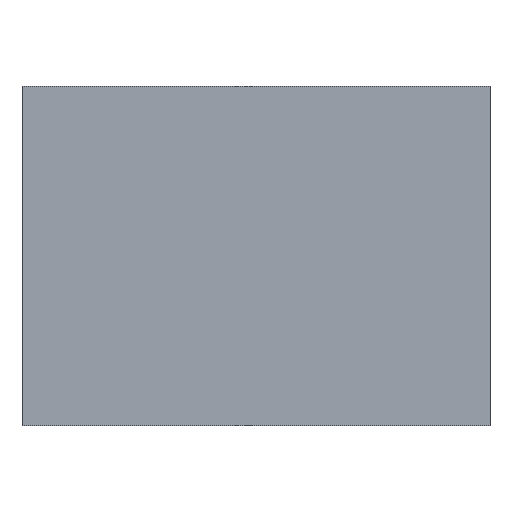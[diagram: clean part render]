
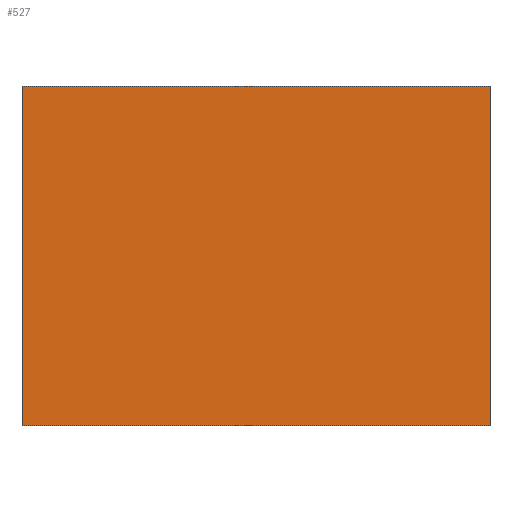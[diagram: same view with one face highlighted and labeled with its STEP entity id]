
A CAD part, top view. The second image highlights one B-rep face of the part: STEP entity #527.
In plain terms, the highlighted planar face has unit normal (0, 0, 1).
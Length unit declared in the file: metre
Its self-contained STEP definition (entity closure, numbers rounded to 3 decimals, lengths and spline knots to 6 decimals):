
#48=ORIENTED_EDGE('',*,*,#182,.F.);
#49=ORIENTED_EDGE('',*,*,#185,.T.);
#50=ORIENTED_EDGE('',*,*,#187,.T.);
#51=ORIENTED_EDGE('',*,*,#158,.F.);
#158=EDGE_CURVE('',#230,#231,#278,.T.);
#182=EDGE_CURVE('',#253,#230,#302,.T.);
#185=EDGE_CURVE('',#253,#255,#305,.T.);
#187=EDGE_CURVE('',#255,#231,#307,.T.);
#230=VERTEX_POINT('',#740);
#231=VERTEX_POINT('',#742);
#253=VERTEX_POINT('',#788);
#255=VERTEX_POINT('',#794);
#278=LINE('',#741,#350);
#302=LINE('',#789,#374);
#305=LINE('',#795,#377);
#307=LINE('',#798,#379);
#350=VECTOR('',#604,1.);
#374=VECTOR('',#630,1.);
#377=VECTOR('',#635,1.);
#379=VECTOR('',#639,1.);
#429=EDGE_LOOP('',(#48,#49,#50,#51));
#465=FACE_BOUND('',#429,.T.);
#496=PLANE('',#571);
#527=ADVANCED_FACE('',(#465),#496,.T.);
#571=AXIS2_PLACEMENT_3D('',#799,#640,#641);
#604=DIRECTION('',(-1.,0.,0.));
#630=DIRECTION('',(0.,-1.,0.));
#635=DIRECTION('',(-1.,0.,0.));
#639=DIRECTION('',(0.,-1.,0.));
#640=DIRECTION('',(0.,0.,1.));
#641=DIRECTION('',(1.,0.,0.));
#740=CARTESIAN_POINT('',(0.0455,-0.033,0.025));
#741=CARTESIAN_POINT('',(0.,-0.033,0.025));
#742=CARTESIAN_POINT('',(-0.0455,-0.033,0.025));
#788=CARTESIAN_POINT('',(0.0455,0.033,0.025));
#789=CARTESIAN_POINT('',(0.0455,0.,0.025));
#794=CARTESIAN_POINT('',(-0.0455,0.033,0.025));
#795=CARTESIAN_POINT('',(0.,0.033,0.025));
#798=CARTESIAN_POINT('',(-0.0455,0.,0.025));
#799=CARTESIAN_POINT('',(0.,0.,0.025));
